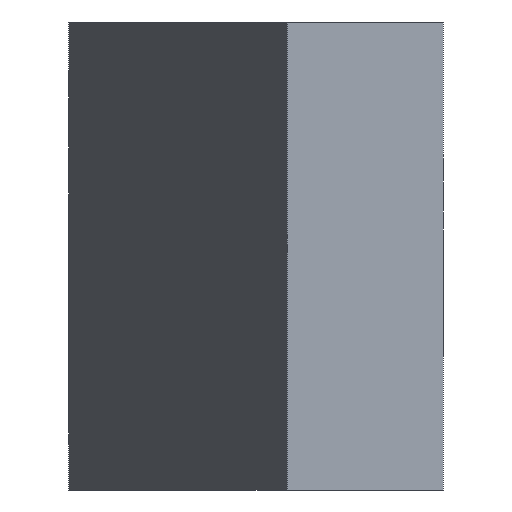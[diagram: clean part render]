
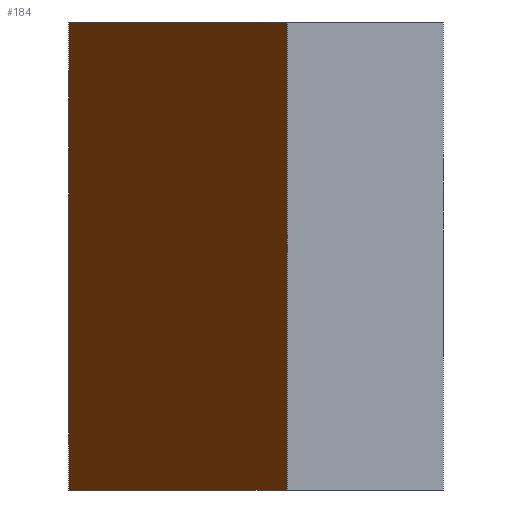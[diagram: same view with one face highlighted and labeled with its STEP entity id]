
A CAD part, front view. The second image highlights one B-rep face of the part: STEP entity #184.
In plain terms, the highlighted planar face has unit normal (-0.906, -0.423, 0).
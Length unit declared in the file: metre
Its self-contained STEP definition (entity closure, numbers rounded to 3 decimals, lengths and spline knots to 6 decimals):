
#22=LINE('',#297,#40);
#24=LINE('',#301,#42);
#27=LINE('',#306,#45);
#29=LINE('',#309,#47);
#40=VECTOR('',#242,1.);
#42=VECTOR('',#246,1.);
#45=VECTOR('',#251,1.);
#47=VECTOR('',#255,1.);
#54=PLANE('',#211);
#89=ORIENTED_EDGE('',*,*,#119,.F.);
#90=ORIENTED_EDGE('',*,*,#114,.F.);
#91=ORIENTED_EDGE('',*,*,#121,.F.);
#92=ORIENTED_EDGE('',*,*,#116,.F.);
#114=EDGE_CURVE('',#135,#133,#22,.T.);
#116=EDGE_CURVE('',#136,#137,#24,.T.);
#119=EDGE_CURVE('',#133,#136,#27,.F.);
#121=EDGE_CURVE('',#137,#135,#29,.F.);
#133=VERTEX_POINT('',#292);
#135=VERTEX_POINT('',#296);
#136=VERTEX_POINT('',#300);
#137=VERTEX_POINT('',#302);
#153=EDGE_LOOP('',(#89,#90,#91,#92));
#169=FACE_BOUND('',#153,.T.);
#184=ADVANCED_FACE('',(#169),#54,.F.);
#211=AXIS2_PLACEMENT_3D('',#310,#256,#257);
#242=DIRECTION('',(0.,0.,1.));
#246=DIRECTION('',(0.,0.,-1.));
#251=DIRECTION('',(-0.423,0.906,0.));
#255=DIRECTION('',(0.423,-0.906,0.));
#256=DIRECTION('',(0.906,0.423,0.));
#257=DIRECTION('',(0.,0.,-1.));
#292=CARTESIAN_POINT('',(0.148188,-0.039996,0.01));
#296=CARTESIAN_POINT('',(0.148188,-0.039996,0.));
#297=CARTESIAN_POINT('',(0.148188,-0.039996,0.01));
#300=CARTESIAN_POINT('',(0.152851,-0.049996,0.01));
#301=CARTESIAN_POINT('',(0.152851,-0.049996,0.01));
#302=CARTESIAN_POINT('',(0.152851,-0.049996,0.));
#306=CARTESIAN_POINT('',(0.106401,0.049616,0.01));
#309=CARTESIAN_POINT('',(0.152851,-0.049996,0.));
#310=CARTESIAN_POINT('',(0.152851,-0.049996,0.01));
